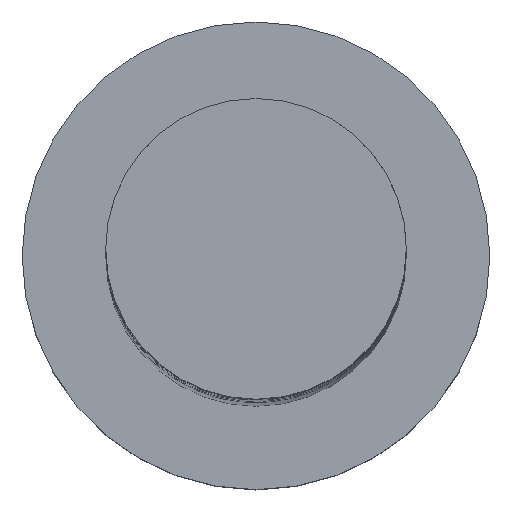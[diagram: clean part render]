
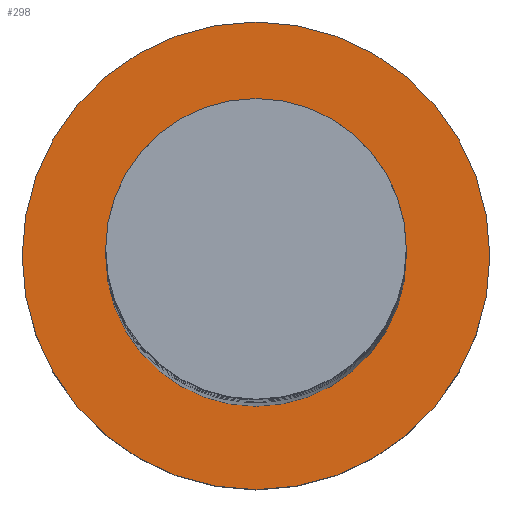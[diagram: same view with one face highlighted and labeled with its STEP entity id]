
A CAD part, top view. The second image highlights one B-rep face of the part: STEP entity #298.
In plain terms, the highlighted planar face has unit normal (0, 0, 1).
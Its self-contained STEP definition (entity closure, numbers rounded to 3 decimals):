
#24 = PLANE ( 'NONE',  #272 ) ;
#39 = CARTESIAN_POINT ( 'NONE',  ( 0., 0., 5. ) ) ;
#69 = DIRECTION ( 'NONE',  ( 0., 0., 1. ) ) ;
#174 = CIRCLE ( 'NONE', #1067, 4.5 ) ;
#186 = EDGE_LOOP ( 'NONE', ( #1259, #1335 ) ) ;
#219 = CARTESIAN_POINT ( 'NONE',  ( 0., 0., 5. ) ) ;
#272 = AXIS2_PLACEMENT_3D ( 'NONE', #1009, #866, #1125 ) ;
#298 = ADVANCED_FACE ( 'NONE', ( #769, #1242 ), #24, .T. ) ;
#310 = CARTESIAN_POINT ( 'NONE',  ( 4.5, 0., 5. ) ) ;
#320 = CIRCLE ( 'NONE', #1445, 7. ) ;
#332 = CARTESIAN_POINT ( 'NONE',  ( -4.5, 0., 5. ) ) ;
#359 = VERTEX_POINT ( 'NONE', #1292 ) ;
#406 = VERTEX_POINT ( 'NONE', #310 ) ;
#450 = AXIS2_PLACEMENT_3D ( 'NONE', #219, #1087, #1082 ) ;
#471 = VERTEX_POINT ( 'NONE', #1282 ) ;
#537 = DIRECTION ( 'NONE',  ( 1., 0., 0. ) ) ;
#769 = FACE_BOUND ( 'NONE', #1194, .T. ) ;
#789 = EDGE_CURVE ( 'NONE', #359, #471, #320, .T. ) ;
#802 = AXIS2_PLACEMENT_3D ( 'NONE', #843, #1238, #1112 ) ;
#843 = CARTESIAN_POINT ( 'NONE',  ( 0., 0., 5. ) ) ;
#849 = ORIENTED_EDGE ( 'NONE', *, *, #1301, .F. ) ;
#866 = DIRECTION ( 'NONE',  ( 0., 0., 1. ) ) ;
#875 = DIRECTION ( 'NONE',  ( 1., 0., 0. ) ) ;
#967 = ORIENTED_EDGE ( 'NONE', *, *, #1247, .F. ) ;
#984 = VERTEX_POINT ( 'NONE', #332 ) ;
#1009 = CARTESIAN_POINT ( 'NONE',  ( 0., 0., 5. ) ) ;
#1067 = AXIS2_PLACEMENT_3D ( 'NONE', #39, #1356, #875 ) ;
#1082 = DIRECTION ( 'NONE',  ( 1., 0., 0. ) ) ;
#1087 = DIRECTION ( 'NONE',  ( 0., 0., 1. ) ) ;
#1112 = DIRECTION ( 'NONE',  ( 1., 0., 0. ) ) ;
#1125 = DIRECTION ( 'NONE',  ( 1., 0., 0. ) ) ;
#1157 = EDGE_CURVE ( 'NONE', #471, #359, #1416, .T. ) ;
#1164 = CARTESIAN_POINT ( 'NONE',  ( 0., 0., 5. ) ) ;
#1194 = EDGE_LOOP ( 'NONE', ( #967, #849 ) ) ;
#1238 = DIRECTION ( 'NONE',  ( 0., 0., 1. ) ) ;
#1242 = FACE_OUTER_BOUND ( 'NONE', #186, .T. ) ;
#1247 = EDGE_CURVE ( 'NONE', #984, #406, #174, .T. ) ;
#1259 = ORIENTED_EDGE ( 'NONE', *, *, #1157, .T. ) ;
#1282 = CARTESIAN_POINT ( 'NONE',  ( -7., 0., 5. ) ) ;
#1292 = CARTESIAN_POINT ( 'NONE',  ( 7., 0., 5. ) ) ;
#1301 = EDGE_CURVE ( 'NONE', #406, #984, #1469, .T. ) ;
#1335 = ORIENTED_EDGE ( 'NONE', *, *, #789, .T. ) ;
#1356 = DIRECTION ( 'NONE',  ( 0., 0., 1. ) ) ;
#1416 = CIRCLE ( 'NONE', #450, 7. ) ;
#1445 = AXIS2_PLACEMENT_3D ( 'NONE', #1164, #69, #537 ) ;
#1469 = CIRCLE ( 'NONE', #802, 4.5 ) ;
